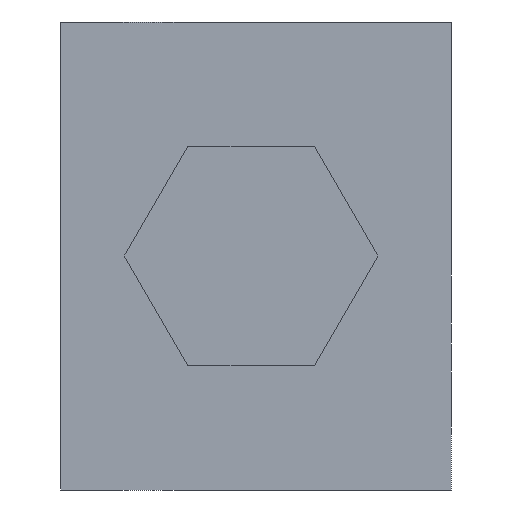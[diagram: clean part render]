
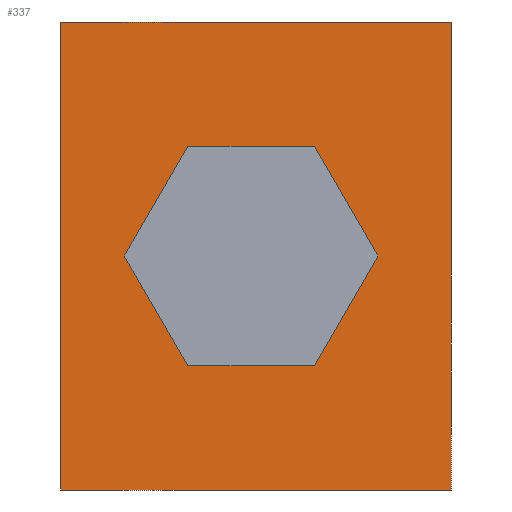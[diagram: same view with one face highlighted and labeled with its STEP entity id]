
A CAD part, left-side view. The second image highlights one B-rep face of the part: STEP entity #337.
In plain terms, the highlighted planar face has unit normal (-1, 0, 0).
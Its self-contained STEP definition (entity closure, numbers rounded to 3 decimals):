
#119 = VECTOR ( 'NONE', #550, 1000. ) ;
#156 = EDGE_CURVE ( 'NONE', #1935, #3221, #4360, .T. ) ;
#193 = CARTESIAN_POINT ( 'NONE',  ( -32.55, 40., -11.258 ) ) ;
#226 = CARTESIAN_POINT ( 'NONE',  ( -32.55, 33.5, 0. ) ) ;
#337 = ADVANCED_FACE ( 'NONE', ( #894, #1944 ), #4135, .F. ) ;
#359 = VERTEX_POINT ( 'NONE', #1857 ) ;
#360 = CARTESIAN_POINT ( 'NONE',  ( -32.55, 0., 24. ) ) ;
#377 = ORIENTED_EDGE ( 'NONE', *, *, #1549, .F. ) ;
#472 = DIRECTION ( 'NONE',  ( 0., -1., 0. ) ) ;
#550 = DIRECTION ( 'NONE',  ( 0., 0., 1. ) ) ;
#583 = VECTOR ( 'NONE', #3708, 1000. ) ;
#591 = DIRECTION ( 'NONE',  ( 0., 0., -1. ) ) ;
#734 = LINE ( 'NONE', #2166, #1662 ) ;
#771 = LINE ( 'NONE', #2641, #2750 ) ;
#894 = FACE_BOUND ( 'NONE', #1289, .T. ) ;
#1154 = EDGE_CURVE ( 'NONE', #1510, #2702, #1647, .T. ) ;
#1181 = CARTESIAN_POINT ( 'NONE',  ( -32.55, 14., 11.258 ) ) ;
#1205 = VECTOR ( 'NONE', #2047, 1000. ) ;
#1210 = VECTOR ( 'NONE', #1907, 1000. ) ;
#1237 = VECTOR ( 'NONE', #3396, 1000. ) ;
#1289 = EDGE_LOOP ( 'NONE', ( #377, #2462, #4415, #3415, #4055, #2328 ) ) ;
#1392 = DIRECTION ( 'NONE',  ( 0., 0.5, 0.866 ) ) ;
#1469 = ORIENTED_EDGE ( 'NONE', *, *, #2467, .T. ) ;
#1480 = CARTESIAN_POINT ( 'NONE',  ( -32.55, 7.5, 0. ) ) ;
#1483 = LINE ( 'NONE', #193, #2523 ) ;
#1506 = EDGE_CURVE ( 'NONE', #2702, #3221, #734, .T. ) ;
#1510 = VERTEX_POINT ( 'NONE', #4947 ) ;
#1549 = EDGE_CURVE ( 'NONE', #3055, #1510, #1483, .T. ) ;
#1600 = EDGE_CURVE ( 'NONE', #1935, #4246, #2291, .T. ) ;
#1647 = LINE ( 'NONE', #2122, #583 ) ;
#1662 = VECTOR ( 'NONE', #1392, 1000. ) ;
#1672 = AXIS2_PLACEMENT_3D ( 'NONE', #1778, #2977, #591 ) ;
#1695 = EDGE_CURVE ( 'NONE', #4246, #3055, #4710, .T. ) ;
#1778 = CARTESIAN_POINT ( 'NONE',  ( -32.55, 40., 24. ) ) ;
#1805 = VERTEX_POINT ( 'NONE', #2618 ) ;
#1857 = CARTESIAN_POINT ( 'NONE',  ( -32.55, 0., -24. ) ) ;
#1907 = DIRECTION ( 'NONE',  ( 0., -1., 0. ) ) ;
#1935 = VERTEX_POINT ( 'NONE', #3125 ) ;
#1944 = FACE_OUTER_BOUND ( 'NONE', #4285, .T. ) ;
#2047 = DIRECTION ( 'NONE',  ( 0., 0., 1. ) ) ;
#2122 = CARTESIAN_POINT ( 'NONE',  ( -32.55, 7.5, 0. ) ) ;
#2164 = VERTEX_POINT ( 'NONE', #360 ) ;
#2166 = CARTESIAN_POINT ( 'NONE',  ( -32.55, 7.5, 0. ) ) ;
#2291 = LINE ( 'NONE', #226, #1237 ) ;
#2328 = ORIENTED_EDGE ( 'NONE', *, *, #1154, .F. ) ;
#2343 = EDGE_CURVE ( 'NONE', #1805, #2164, #3211, .T. ) ;
#2462 = ORIENTED_EDGE ( 'NONE', *, *, #1695, .F. ) ;
#2467 = EDGE_CURVE ( 'NONE', #359, #2164, #4326, .T. ) ;
#2523 = VECTOR ( 'NONE', #2557, 1000. ) ;
#2557 = DIRECTION ( 'NONE',  ( 0., -1., 0. ) ) ;
#2618 = CARTESIAN_POINT ( 'NONE',  ( -32.55, 40., 24. ) ) ;
#2641 = CARTESIAN_POINT ( 'NONE',  ( -32.55, 40., -24. ) ) ;
#2702 = VERTEX_POINT ( 'NONE', #1480 ) ;
#2750 = VECTOR ( 'NONE', #3057, 1000. ) ;
#2878 = EDGE_CURVE ( 'NONE', #3856, #1805, #4353, .T. ) ;
#2977 = DIRECTION ( 'NONE',  ( 1., 0., 0. ) ) ;
#3055 = VERTEX_POINT ( 'NONE', #4118 ) ;
#3057 = DIRECTION ( 'NONE',  ( 0., -1., 0. ) ) ;
#3125 = CARTESIAN_POINT ( 'NONE',  ( -32.55, 27., 11.258 ) ) ;
#3201 = ORIENTED_EDGE ( 'NONE', *, *, #4937, .T. ) ;
#3211 = LINE ( 'NONE', #3247, #3334 ) ;
#3221 = VERTEX_POINT ( 'NONE', #1181 ) ;
#3247 = CARTESIAN_POINT ( 'NONE',  ( -32.55, 40., 24. ) ) ;
#3334 = VECTOR ( 'NONE', #472, 1000. ) ;
#3396 = DIRECTION ( 'NONE',  ( 0., 0.5, -0.866 ) ) ;
#3415 = ORIENTED_EDGE ( 'NONE', *, *, #156, .T. ) ;
#3651 = VECTOR ( 'NONE', #4226, 1000. ) ;
#3657 = CARTESIAN_POINT ( 'NONE',  ( -32.55, 33.5, 0. ) ) ;
#3708 = DIRECTION ( 'NONE',  ( 0., -0.5, 0.866 ) ) ;
#3856 = VERTEX_POINT ( 'NONE', #3995 ) ;
#3939 = ORIENTED_EDGE ( 'NONE', *, *, #2343, .F. ) ;
#3995 = CARTESIAN_POINT ( 'NONE',  ( -32.55, 40., -24. ) ) ;
#4055 = ORIENTED_EDGE ( 'NONE', *, *, #1506, .F. ) ;
#4118 = CARTESIAN_POINT ( 'NONE',  ( -32.55, 27., -11.258 ) ) ;
#4124 = CARTESIAN_POINT ( 'NONE',  ( -32.55, 0., 24. ) ) ;
#4135 = PLANE ( 'NONE',  #1672 ) ;
#4207 = CARTESIAN_POINT ( 'NONE',  ( -32.55, 33.5, 0. ) ) ;
#4226 = DIRECTION ( 'NONE',  ( 0., -0.5, -0.866 ) ) ;
#4246 = VERTEX_POINT ( 'NONE', #3657 ) ;
#4285 = EDGE_LOOP ( 'NONE', ( #1469, #3939, #5143, #3201 ) ) ;
#4297 = CARTESIAN_POINT ( 'NONE',  ( -32.55, 40., 11.258 ) ) ;
#4326 = LINE ( 'NONE', #4124, #119 ) ;
#4353 = LINE ( 'NONE', #4818, #1205 ) ;
#4360 = LINE ( 'NONE', #4297, #1210 ) ;
#4415 = ORIENTED_EDGE ( 'NONE', *, *, #1600, .F. ) ;
#4710 = LINE ( 'NONE', #4207, #3651 ) ;
#4818 = CARTESIAN_POINT ( 'NONE',  ( -32.55, 40., -11.258 ) ) ;
#4937 = EDGE_CURVE ( 'NONE', #3856, #359, #771, .T. ) ;
#4947 = CARTESIAN_POINT ( 'NONE',  ( -32.55, 14., -11.258 ) ) ;
#5143 = ORIENTED_EDGE ( 'NONE', *, *, #2878, .F. ) ;
